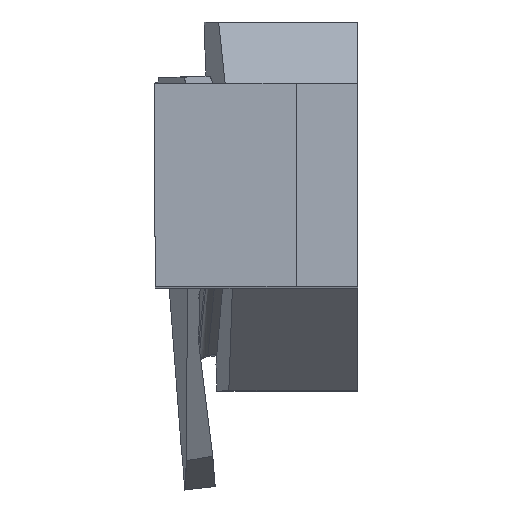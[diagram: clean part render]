
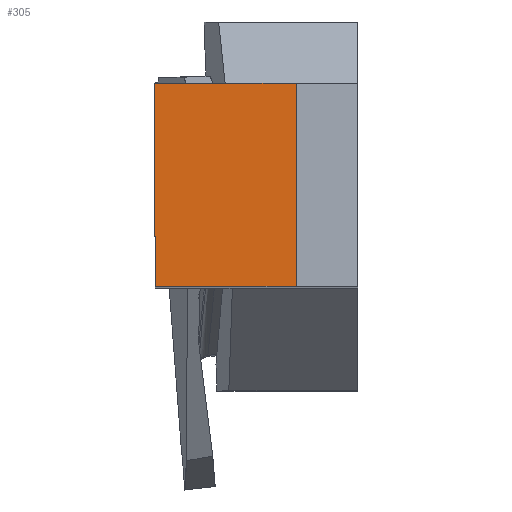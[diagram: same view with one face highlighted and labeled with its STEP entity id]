
A CAD part, top view. The second image highlights one B-rep face of the part: STEP entity #305.
In plain terms, the highlighted planar face has unit normal (0, 0, 1).
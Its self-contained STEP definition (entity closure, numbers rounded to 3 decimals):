
#247=PLANE('',#2249);
#305=ADVANCED_FACE('BLANK_BOXF006',(#453),#247,.F.);
#453=FACE_OUTER_BOUND('',#572,.T.);
#572=EDGE_LOOP('',(#763,#764,#765,#766));
#763=ORIENTED_EDGE('',*,*,#1558,.T.);
#764=ORIENTED_EDGE('',*,*,#1559,.T.);
#765=ORIENTED_EDGE('',*,*,#1560,.F.);
#766=ORIENTED_EDGE('',*,*,#1561,.F.);
#1363=VERTEX_POINT('',#3069);
#1364=VERTEX_POINT('',#3070);
#1365=VERTEX_POINT('',#3072);
#1366=VERTEX_POINT('',#3074);
#1558=EDGE_CURVE('',#1363,#1364,#1862,.T.);
#1559=EDGE_CURVE('',#1364,#1365,#1863,.T.);
#1560=EDGE_CURVE('',#1366,#1365,#1864,.T.);
#1561=EDGE_CURVE('',#1363,#1366,#1865,.T.);
#1862=LINE('',#3068,#2022);
#1863=LINE('',#3071,#2023);
#1864=LINE('',#3073,#2024);
#1865=LINE('',#3075,#2025);
#2022=VECTOR('',#2490,1.);
#2023=VECTOR('',#2491,1.);
#2024=VECTOR('',#2492,1.);
#2025=VECTOR('',#2493,1.);
#2249=AXIS2_PLACEMENT_3D('',#3076,#2494,#2495);
#2490=DIRECTION('',(1.,0.,0.));
#2491=DIRECTION('',(0.,1.,0.));
#2492=DIRECTION('',(1.,0.,0.));
#2493=DIRECTION('',(-0.004,1.,0.));
#2494=DIRECTION('',(0.,0.,-1.));
#2495=DIRECTION('',(1.,0.,0.));
#3068=CARTESIAN_POINT('',(-10.075,0.,0.));
#3069=CARTESIAN_POINT('',(0.043,0.,0.));
#3070=CARTESIAN_POINT('',(6.925,0.,0.));
#3071=CARTESIAN_POINT('',(6.925,13.,0.));
#3072=CARTESIAN_POINT('',(6.925,9.925,0.));
#3073=CARTESIAN_POINT('',(-10.075,9.925,0.));
#3074=CARTESIAN_POINT('',(0.,9.925,0.));
#3075=CARTESIAN_POINT('',(-0.014,13.026,0.));
#3076=CARTESIAN_POINT('',(-6.,13.,0.));
